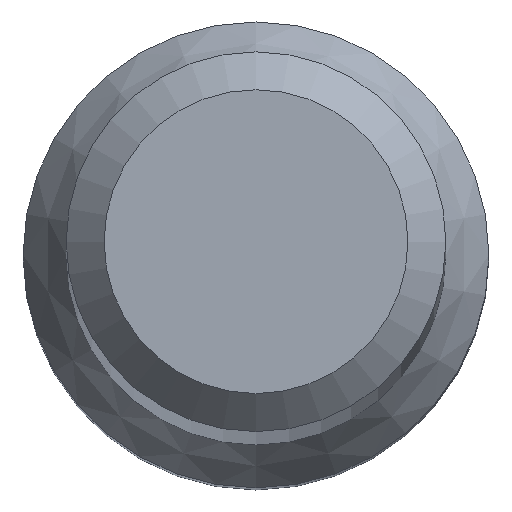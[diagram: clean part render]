
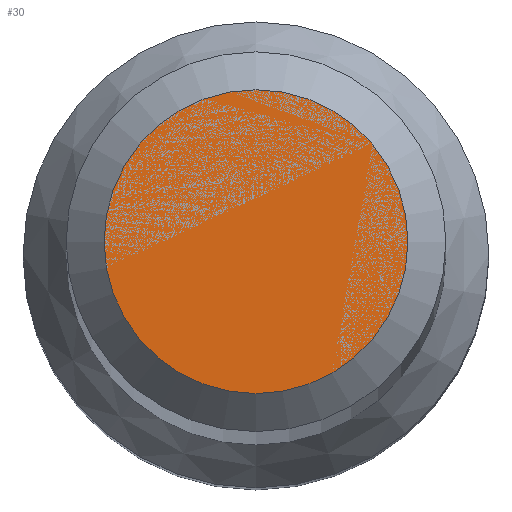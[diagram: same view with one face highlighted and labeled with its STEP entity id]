
A CAD part, top view. The second image highlights one B-rep face of the part: STEP entity #30.
In plain terms, the highlighted planar face has unit normal (0, 0, 1).
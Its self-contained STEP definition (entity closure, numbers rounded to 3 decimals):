
#20 = FACE_OUTER_BOUND ( 'NONE', #297, .T. ) ;
#30 = ADVANCED_FACE ( 'NONE', ( #20 ), #181, .F. ) ;
#62 = DIRECTION ( 'NONE',  ( 0., 0., -1. ) ) ;
#80 = CIRCLE ( 'NONE', #173, 1.2 ) ;
#97 = VERTEX_POINT ( 'NONE', #172 ) ;
#126 = DIRECTION ( 'NONE',  ( 0., 0., -1. ) ) ;
#142 = EDGE_CURVE ( 'NONE', #97, #97, #80, .T. ) ;
#172 = CARTESIAN_POINT ( 'NONE',  ( 0., 1.2, 70. ) ) ;
#173 = AXIS2_PLACEMENT_3D ( 'NONE', #219, #126, #248 ) ;
#181 = PLANE ( 'NONE',  #222 ) ;
#219 = CARTESIAN_POINT ( 'NONE',  ( 0., 0., 70. ) ) ;
#222 = AXIS2_PLACEMENT_3D ( 'NONE', #276, #62, #228 ) ;
#228 = DIRECTION ( 'NONE',  ( 0., 1., 0. ) ) ;
#230 = ORIENTED_EDGE ( 'NONE', *, *, #142, .F. ) ;
#248 = DIRECTION ( 'NONE',  ( 0., 1., 0. ) ) ;
#276 = CARTESIAN_POINT ( 'NONE',  ( 0., 0., 70. ) ) ;
#297 = EDGE_LOOP ( 'NONE', ( #230 ) ) ;
